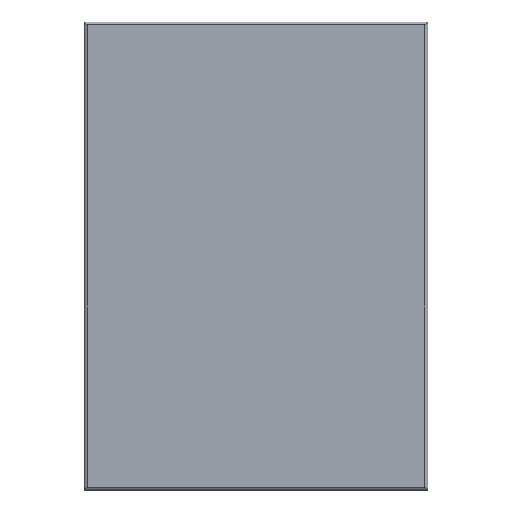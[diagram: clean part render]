
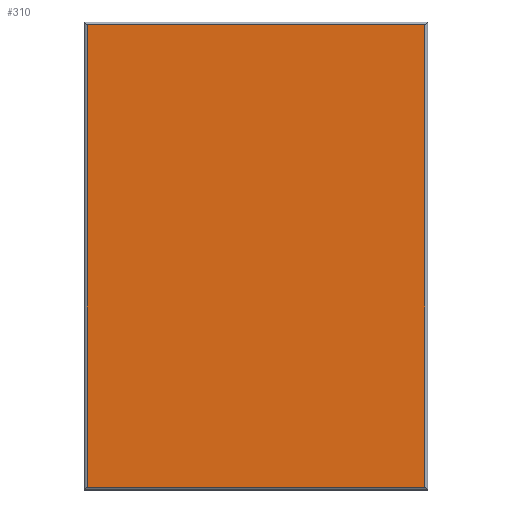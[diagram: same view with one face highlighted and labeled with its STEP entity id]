
A CAD part, top view. The second image highlights one B-rep face of the part: STEP entity #310.
In plain terms, the highlighted planar face has unit normal (0, 0, 1).
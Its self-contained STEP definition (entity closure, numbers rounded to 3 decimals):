
#89=CARTESIAN_POINT('Vertex',(575.,5.,10.)) ;
#92=CARTESIAN_POINT('Line Origine',(290.,5.,10.)) ;
#96=CARTESIAN_POINT('Vertex',(5.,5.,10.)) ;
#169=CARTESIAN_POINT('Vertex',(575.,785.,10.)) ;
#172=CARTESIAN_POINT('Line Origine',(575.,395.,10.)) ;
#233=CARTESIAN_POINT('Vertex',(5.,785.,10.)) ;
#236=CARTESIAN_POINT('Line Origine',(290.,785.,10.)) ;
#275=CARTESIAN_POINT('Line Origine',(5.,395.,10.)) ;
#299=CARTESIAN_POINT('Axis2P3D Location',(0.,0.,10.)) ;
#94=VECTOR('Line Direction',#93,1.) ;
#174=VECTOR('Line Direction',#173,1.) ;
#238=VECTOR('Line Direction',#237,1.) ;
#277=VECTOR('Line Direction',#276,1.) ;
#93=DIRECTION('Vector Direction',(1.,0.,0.)) ;
#173=DIRECTION('Vector Direction',(0.,1.,0.)) ;
#237=DIRECTION('Vector Direction',(-1.,0.,0.)) ;
#276=DIRECTION('Vector Direction',(0.,-1.,0.)) ;
#300=DIRECTION('Axis2P3D Direction',(0.,0.,1.)) ;
#301=DIRECTION('Axis2P3D XDirection',(1.,0.,0.)) ;
#302=AXIS2_PLACEMENT_3D('Plane Axis2P3D',#299,#300,#301) ;
#95=LINE('Line',#92,#94) ;
#175=LINE('Line',#172,#174) ;
#239=LINE('Line',#236,#238) ;
#278=LINE('Line',#275,#277) ;
#303=PLANE('',#302) ;
#98=EDGE_CURVE('',#97,#90,#95,.T.) ;
#176=EDGE_CURVE('',#90,#170,#175,.T.) ;
#240=EDGE_CURVE('',#170,#234,#239,.T.) ;
#279=EDGE_CURVE('',#234,#97,#278,.T.) ;
#305=ORIENTED_EDGE('',*,*,#98,.T.) ;
#306=ORIENTED_EDGE('',*,*,#176,.T.) ;
#307=ORIENTED_EDGE('',*,*,#240,.T.) ;
#308=ORIENTED_EDGE('',*,*,#279,.T.) ;
#304=EDGE_LOOP('',(#305,#306,#307,#308)) ;
#90=VERTEX_POINT('',#89) ;
#97=VERTEX_POINT('',#96) ;
#170=VERTEX_POINT('',#169) ;
#234=VERTEX_POINT('',#233) ;
#310=ADVANCED_FACE('PartBody',(#309),#303,.T.) ;
#309=FACE_OUTER_BOUND('',#304,.T.) ;
